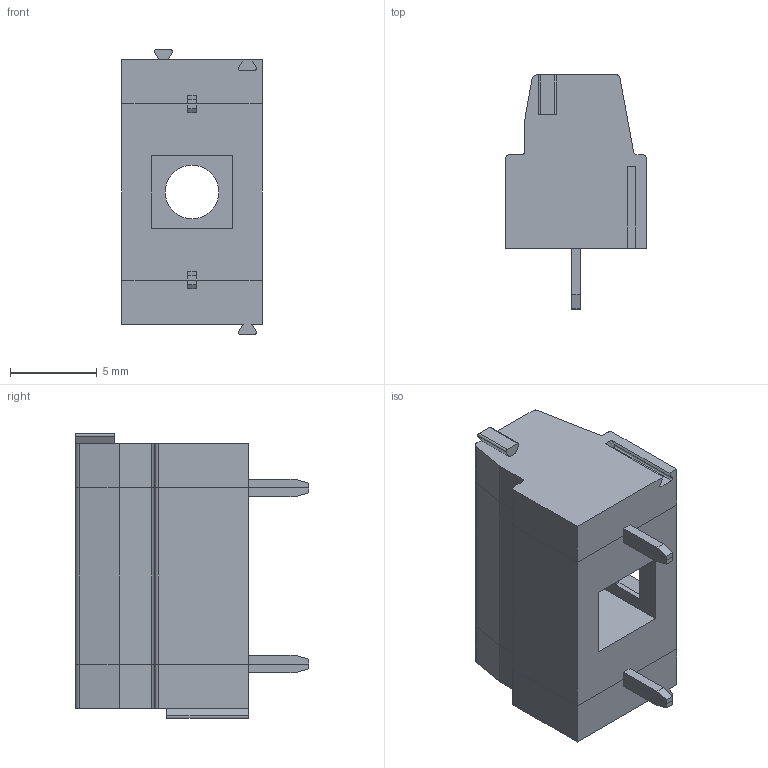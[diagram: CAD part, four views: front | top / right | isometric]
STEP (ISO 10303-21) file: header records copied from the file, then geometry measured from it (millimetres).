
FILE_DESCRIPTION(/* description */ ('Unknown'),/* implementation_level */ '2;1');
FILE_NAME(/* name */ '691213610002',/* time_stamp */ '2016-05-24T16:05:54+02:00',/* author */ ('Unknown'),/* organization */ ('Unknown'),/* preprocessor_version */ 'ST-DEVELOPER v16.7',/* originating_system */ 'DEX',/* authorisation */ $);
FILE_SCHEMA (('AUTOMOTIVE_DESIGN {1 0 10303 214 3 1 1}'));
Length unit declared in the file: millimetre
Products named in the file (4): 6912136100xx; CII10.16_CNT; CII10.16_DX; CII10.16_SX
Assembly tree (3 placements, depth 2):
  6912136100xx
    CII10.16_CNT
    CII10.16_DX
    CII10.16_SX
Bounding box: 8.1 x 13.5 x 16.44 mm (x, y, z)
Volume: 766 mm3; surface area: 1235.8 mm2
Topology: 3 solids, 3 shells, 208 faces, 589 edges, 389 vertices
Faces by surface type: plane 172, cylinder 36
Full cylindrical faces by diameter (mm): 3.1 x1, 3.8 x1
Entity records: 8192 total; most frequent: CARTESIAN_POINT 1186, ORIENTED_EDGE 1172, DIRECTION 1090, EDGE_CURVE 586, LINE 506, VECTOR 506, VERTEX_POINT 388, AXIS2_PLACEMENT_3D 292
